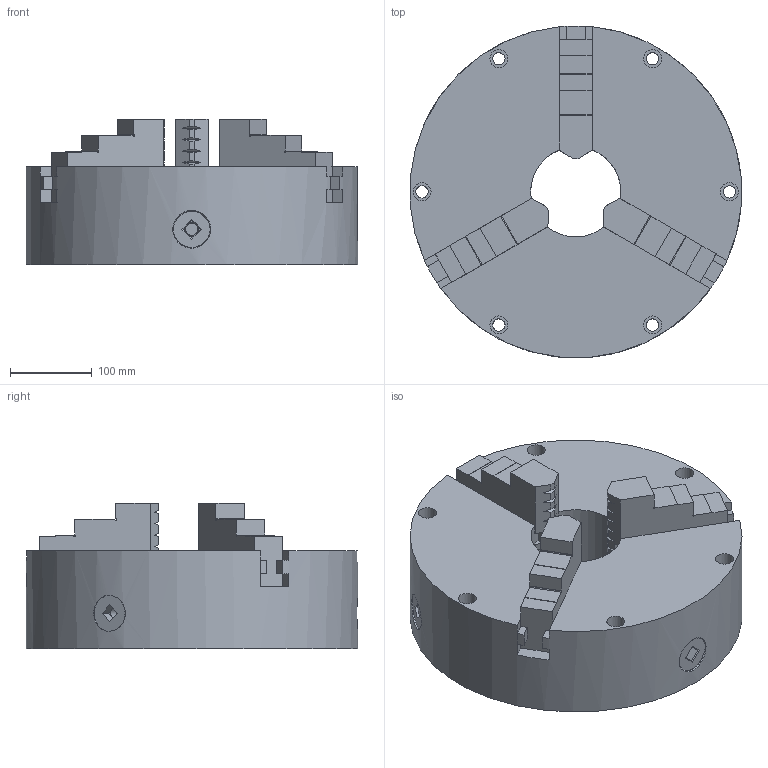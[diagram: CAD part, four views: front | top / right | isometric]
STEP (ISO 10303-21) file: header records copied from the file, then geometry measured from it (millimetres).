
FILE_DESCRIPTION(/* description */ ('Unknown'),/* implementation_level */ '2;1');
FILE_NAME(/* name */ 'SC-16-Solid',/* time_stamp */ '2019-08-15T16:52:58+01:00',/* author */ ('Unknown'),/* organization */ ('Unknown'),/* preprocessor_version */ 'ST-DEVELOPER v16.7',/* originating_system */ 'DEX',/* authorisation */ $);
FILE_SCHEMA (('AUTOMOTIVE_DESIGN {1 0 10303 214 3 1 1}'));
Length unit declared in the file: millimetre
Products named in the file (3): SC-16; SC-16 Body; sc-16 Soft Jaw
Assembly tree (4 placements, depth 2):
  SC-16
    SC-16 Body
    sc-16 Soft Jaw  x3
Bounding box: 404.35 x 404.89 x 178 mm (x, y, z)
Volume: 14038776 mm3; surface area: 684439.7 mm2
Topology: 4 solids, 4 shells, 400 faces, 1113 edges, 733 vertices
Faces by surface type: plane 366, cylinder 29, cone 4, bspline 1
Full cylindrical faces by diameter (mm): 15 x9, 22 x6, 44 x2, 110 x1, 345 x1, 405 x1
Entity records: 6662 total; most frequent: CARTESIAN_POINT 1545, ORIENTED_EDGE 1032, DIRECTION 1006, EDGE_CURVE 516, LINE 410, VECTOR 410, VERTEX_POINT 350, AXIS2_PLACEMENT_3D 298
